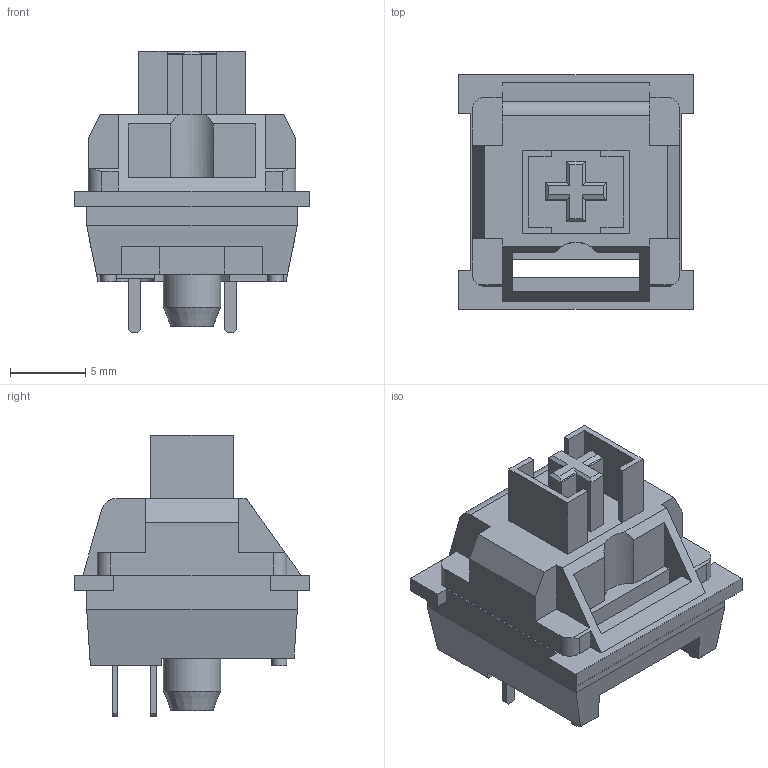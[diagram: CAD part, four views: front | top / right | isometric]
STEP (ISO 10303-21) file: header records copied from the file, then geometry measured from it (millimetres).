
FILE_DESCRIPTION(/* description */ (''),/* implementation_level */ '2;1');
FILE_NAME(/* name */ 'REDragon-MX-ZT02.stp',/* time_stamp */ '2024-06-04T22:13:41+02:00',/* author */ ('saper'),/* organization */ (''),/* preprocessor_version */ 'ST-DEVELOPER v16.13',/* originating_system */ 'generic',/* authorisation */ '');
FILE_SCHEMA (('AUTOMOTIVE_DESIGN { 1 0 10303 214 3 1 1 }'));
Length unit declared in the file: millimetre
Products named in the file (4): REDragon-MX-ZT02; Body; Button; Pins
Assembly tree (3 placements, depth 2):
  REDragon-MX-ZT02
    Body
    Button
    Pins
Bounding box: 15.6 x 15.6 x 18.7 mm (x, y, z)
Volume: 1743.6 mm3; surface area: 1517.4 mm2
Topology: 4 solids, 4 shells, 170 faces, 449 edges, 294 vertices
Faces by surface type: plane 158, cylinder 11, cone 1
Full cylindrical faces by diameter (mm): 1 x2, 3.8 x1
Entity records: 5461 total; most frequent: CARTESIAN_POINT 914, ORIENTED_EDGE 888, DIRECTION 825, EDGE_CURVE 444, LINE 417, VECTOR 417, VERTEX_POINT 293, AXIS2_PLACEMENT_3D 204
